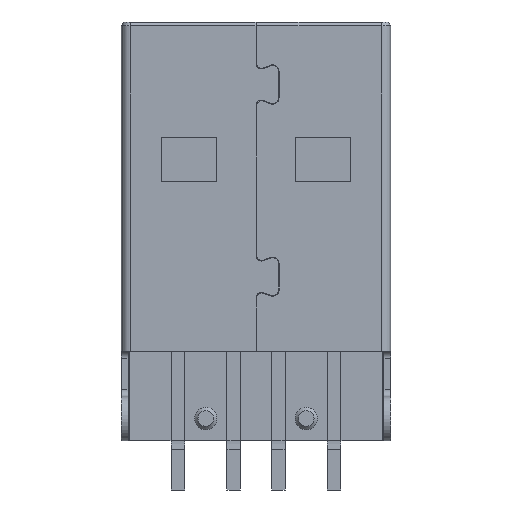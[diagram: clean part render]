
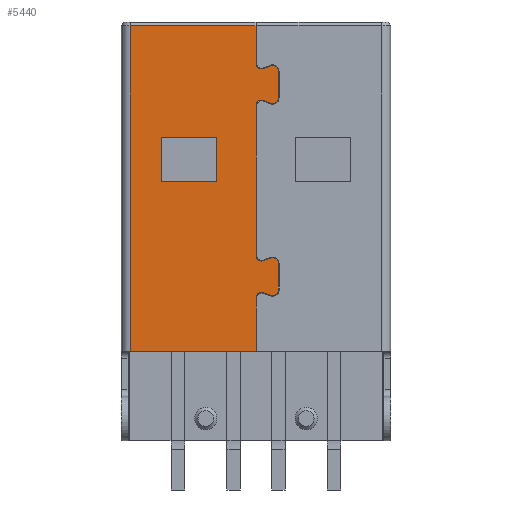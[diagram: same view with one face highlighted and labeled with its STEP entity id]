
A CAD part, front view. The second image highlights one B-rep face of the part: STEP entity #5440.
In plain terms, the highlighted planar face has unit normal (0, -1, 0).
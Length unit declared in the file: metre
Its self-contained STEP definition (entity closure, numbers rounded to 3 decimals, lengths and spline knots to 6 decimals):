
#99=CIRCLE('',#5752,0.00025);
#101=CIRCLE('',#5756,0.00025);
#103=CIRCLE('',#5760,0.00025);
#105=CIRCLE('',#5764,0.00025);
#107=CIRCLE('',#5768,0.00025);
#109=CIRCLE('',#5772,0.00025);
#111=CIRCLE('',#5776,0.00025);
#113=CIRCLE('',#5780,0.00025);
#1266=ORIENTED_EDGE('',*,*,#2279,.F.);
#1267=ORIENTED_EDGE('',*,*,#2276,.F.);
#1268=ORIENTED_EDGE('',*,*,#2273,.F.);
#1269=ORIENTED_EDGE('',*,*,#2281,.F.);
#1270=ORIENTED_EDGE('',*,*,#2400,.F.);
#1271=ORIENTED_EDGE('',*,*,#2296,.F.);
#1272=ORIENTED_EDGE('',*,*,#2401,.T.);
#1273=ORIENTED_EDGE('',*,*,#2301,.T.);
#1274=ORIENTED_EDGE('',*,*,#2304,.F.);
#1275=ORIENTED_EDGE('',*,*,#2307,.F.);
#1276=ORIENTED_EDGE('',*,*,#2310,.T.);
#1277=ORIENTED_EDGE('',*,*,#2313,.F.);
#1278=ORIENTED_EDGE('',*,*,#2316,.T.);
#1279=ORIENTED_EDGE('',*,*,#2319,.F.);
#1280=ORIENTED_EDGE('',*,*,#2322,.F.);
#1281=ORIENTED_EDGE('',*,*,#2325,.F.);
#1282=ORIENTED_EDGE('',*,*,#2328,.F.);
#1283=ORIENTED_EDGE('',*,*,#2331,.F.);
#1284=ORIENTED_EDGE('',*,*,#2334,.T.);
#1285=ORIENTED_EDGE('',*,*,#2337,.F.);
#1286=ORIENTED_EDGE('',*,*,#2340,.T.);
#1287=ORIENTED_EDGE('',*,*,#2343,.F.);
#1288=ORIENTED_EDGE('',*,*,#2346,.F.);
#1289=ORIENTED_EDGE('',*,*,#2348,.F.);
#2273=EDGE_CURVE('',#2901,#2898,#3509,.T.);
#2276=EDGE_CURVE('',#2898,#2902,#3512,.T.);
#2279=EDGE_CURVE('',#2902,#2904,#3515,.T.);
#2281=EDGE_CURVE('',#2904,#2901,#3517,.T.);
#2296=EDGE_CURVE('',#2916,#2917,#3531,.T.);
#2301=EDGE_CURVE('',#2918,#2921,#3535,.T.);
#2304=EDGE_CURVE('',#2923,#2921,#99,.T.);
#2307=EDGE_CURVE('',#2925,#2923,#3539,.T.);
#2310=EDGE_CURVE('',#2925,#2927,#101,.T.);
#2313=EDGE_CURVE('',#2929,#2927,#3543,.T.);
#2316=EDGE_CURVE('',#2929,#2931,#103,.T.);
#2319=EDGE_CURVE('',#2933,#2931,#3547,.T.);
#2322=EDGE_CURVE('',#2935,#2933,#105,.T.);
#2325=EDGE_CURVE('',#2937,#2935,#3551,.T.);
#2328=EDGE_CURVE('',#2939,#2937,#107,.T.);
#2331=EDGE_CURVE('',#2941,#2939,#3555,.T.);
#2334=EDGE_CURVE('',#2941,#2943,#109,.T.);
#2337=EDGE_CURVE('',#2945,#2943,#3559,.T.);
#2340=EDGE_CURVE('',#2945,#2947,#111,.T.);
#2343=EDGE_CURVE('',#2949,#2947,#3563,.T.);
#2346=EDGE_CURVE('',#2951,#2949,#113,.T.);
#2348=EDGE_CURVE('',#2953,#2951,#3566,.T.);
#2400=EDGE_CURVE('',#2917,#2953,#3602,.T.);
#2401=EDGE_CURVE('',#2916,#2918,#3603,.T.);
#2898=VERTEX_POINT('',#8564);
#2901=VERTEX_POINT('',#8569);
#2902=VERTEX_POINT('',#8573);
#2904=VERTEX_POINT('',#8579);
#2916=VERTEX_POINT('',#8615);
#2917=VERTEX_POINT('',#8617);
#2918=VERTEX_POINT('',#8621);
#2921=VERTEX_POINT('',#8626);
#2923=VERTEX_POINT('',#8632);
#2925=VERTEX_POINT('',#8638);
#2927=VERTEX_POINT('',#8644);
#2929=VERTEX_POINT('',#8650);
#2931=VERTEX_POINT('',#8656);
#2933=VERTEX_POINT('',#8662);
#2935=VERTEX_POINT('',#8668);
#2937=VERTEX_POINT('',#8674);
#2939=VERTEX_POINT('',#8680);
#2941=VERTEX_POINT('',#8686);
#2943=VERTEX_POINT('',#8692);
#2945=VERTEX_POINT('',#8698);
#2947=VERTEX_POINT('',#8704);
#2949=VERTEX_POINT('',#8710);
#2951=VERTEX_POINT('',#8716);
#2953=VERTEX_POINT('',#8721);
#3509=LINE('',#8570,#4164);
#3512=LINE('',#8576,#4167);
#3515=LINE('',#8582,#4170);
#3517=LINE('',#8585,#4172);
#3531=LINE('',#8616,#4186);
#3535=LINE('',#8627,#4190);
#3539=LINE('',#8639,#4194);
#3543=LINE('',#8651,#4198);
#3547=LINE('',#8663,#4202);
#3551=LINE('',#8675,#4206);
#3555=LINE('',#8687,#4210);
#3559=LINE('',#8699,#4214);
#3563=LINE('',#8711,#4218);
#3566=LINE('',#8722,#4221);
#3602=LINE('',#8826,#4257);
#3603=LINE('',#8827,#4258);
#4164=VECTOR('',#6782,1.);
#4167=VECTOR('',#6787,1.);
#4170=VECTOR('',#6792,1.);
#4172=VECTOR('',#6796,1.);
#4186=VECTOR('',#6822,1.);
#4190=VECTOR('',#6830,1.);
#4194=VECTOR('',#6842,1.);
#4198=VECTOR('',#6854,1.);
#4202=VECTOR('',#6866,1.);
#4206=VECTOR('',#6878,1.);
#4210=VECTOR('',#6890,1.);
#4214=VECTOR('',#6902,1.);
#4218=VECTOR('',#6914,1.);
#4221=VECTOR('',#6925,1.);
#4257=VECTOR('',#7027,1.);
#4258=VECTOR('',#7028,1.);
#4624=EDGE_LOOP('',(#1266,#1267,#1268,#1269));
#4625=EDGE_LOOP('',(#1270,#1271,#1272,#1273,#1274,#1275,#1276,#1277,#1278,
#1279,#1280,#1281,#1282,#1283,#1284,#1285,#1286,#1287,#1288,#1289));
#4933=FACE_BOUND('',#4624,.T.);
#4934=FACE_BOUND('',#4625,.T.);
#5177=PLANE('',#5814);
#5440=ADVANCED_FACE('',(#4933,#4934),#5177,.T.);
#5752=AXIS2_PLACEMENT_3D('',#8633,#6836,#6837);
#5756=AXIS2_PLACEMENT_3D('',#8645,#6848,#6849);
#5760=AXIS2_PLACEMENT_3D('',#8657,#6860,#6861);
#5764=AXIS2_PLACEMENT_3D('',#8669,#6872,#6873);
#5768=AXIS2_PLACEMENT_3D('',#8681,#6884,#6885);
#5772=AXIS2_PLACEMENT_3D('',#8693,#6896,#6897);
#5776=AXIS2_PLACEMENT_3D('',#8705,#6908,#6909);
#5780=AXIS2_PLACEMENT_3D('',#8717,#6920,#6921);
#5814=AXIS2_PLACEMENT_3D('',#8825,#7025,#7026);
#6782=DIRECTION('',(1.,0.,0.));
#6787=DIRECTION('',(0.,0.,1.));
#6792=DIRECTION('',(-1.,0.,0.));
#6796=DIRECTION('',(0.,0.,-1.));
#6822=DIRECTION('',(0.,0.,1.));
#6830=DIRECTION('',(0.,0.,1.));
#6836=DIRECTION('',(0.,-1.,0.));
#6837=DIRECTION('',(0.342,0.,0.94));
#6842=DIRECTION('',(-0.94,0.,0.342));
#6848=DIRECTION('',(0.,-1.,0.));
#6849=DIRECTION('',(-0.342,0.,-0.94));
#6854=DIRECTION('',(0.,0.,-1.));
#6860=DIRECTION('',(0.,-1.,0.));
#6861=DIRECTION('',(1.,0.,0.));
#6866=DIRECTION('',(0.94,0.,0.342));
#6872=DIRECTION('',(0.,-1.,0.));
#6873=DIRECTION('',(-1.,0.,0.));
#6878=DIRECTION('',(0.,0.,-1.));
#6884=DIRECTION('',(0.,-1.,0.));
#6885=DIRECTION('',(0.342,0.,0.94));
#6890=DIRECTION('',(-0.94,0.,0.342));
#6896=DIRECTION('',(0.,-1.,0.));
#6897=DIRECTION('',(-0.342,0.,-0.94));
#6902=DIRECTION('',(0.,0.,-1.));
#6908=DIRECTION('',(0.,-1.,0.));
#6909=DIRECTION('',(1.,0.,0.));
#6914=DIRECTION('',(0.94,0.,0.342));
#6920=DIRECTION('',(0.,-1.,0.));
#6921=DIRECTION('',(-1.,0.,0.));
#6925=DIRECTION('',(0.,0.,-1.));
#7025=DIRECTION('',(0.,-1.,0.));
#7026=DIRECTION('',(1.,0.,0.));
#7027=DIRECTION('',(1.,0.,0.));
#7028=DIRECTION('',(1.,0.,0.));
#8564=CARTESIAN_POINT('',(-0.00175,-0.00225,0.002215));
#8569=CARTESIAN_POINT('',(-0.00425,-0.00225,0.002215));
#8570=CARTESIAN_POINT('',(0.00425,-0.00225,0.002215));
#8573=CARTESIAN_POINT('',(-0.00175,-0.00225,0.004215));
#8576=CARTESIAN_POINT('',(-0.00175,-0.00225,0.004215));
#8579=CARTESIAN_POINT('',(-0.00425,-0.00225,0.004215));
#8582=CARTESIAN_POINT('',(0.00175,-0.00225,0.004215));
#8585=CARTESIAN_POINT('',(-0.00425,-0.00225,0.002215));
#8615=CARTESIAN_POINT('',(-0.005625,-0.00225,-0.005375));
#8616=CARTESIAN_POINT('',(-0.005625,-0.00225,-0.005375));
#8617=CARTESIAN_POINT('',(-0.005625,-0.00225,0.009202));
#8621=CARTESIAN_POINT('',(0.,-0.00225,-0.005375));
#8626=CARTESIAN_POINT('',(0.,-0.00225,-0.002975));
#8627=CARTESIAN_POINT('',(0.,-0.00225,-0.009375));
#8632=CARTESIAN_POINT('',(0.000336,-0.00225,-0.00274));
#8633=CARTESIAN_POINT('',(0.00025,-0.00225,-0.002975));
#8638=CARTESIAN_POINT('',(0.000664,-0.00225,-0.00286));
#8639=CARTESIAN_POINT('',(0.000664,-0.00225,-0.00286));
#8644=CARTESIAN_POINT('',(0.001,-0.00225,-0.002625));
#8645=CARTESIAN_POINT('',(0.00075,-0.00225,-0.002625));
#8650=CARTESIAN_POINT('',(0.001,-0.00225,-0.001425));
#8651=CARTESIAN_POINT('',(0.001,-0.00225,0.007175));
#8656=CARTESIAN_POINT('',(0.000664,-0.00225,-0.00119));
#8657=CARTESIAN_POINT('',(0.00075,-0.00225,-0.001425));
#8662=CARTESIAN_POINT('',(0.000336,-0.00225,-0.00131));
#8663=CARTESIAN_POINT('',(0.000336,-0.00225,-0.00131));
#8668=CARTESIAN_POINT('',(0.,-0.00225,-0.001075));
#8669=CARTESIAN_POINT('',(0.00025,-0.00225,-0.001075));
#8674=CARTESIAN_POINT('',(0.,-0.00225,0.005625));
#8675=CARTESIAN_POINT('',(0.,-0.00225,0.009375));
#8680=CARTESIAN_POINT('',(0.000336,-0.00225,0.00586));
#8681=CARTESIAN_POINT('',(0.00025,-0.00225,0.005625));
#8686=CARTESIAN_POINT('',(0.000664,-0.00225,0.00574));
#8687=CARTESIAN_POINT('',(0.000664,-0.00225,0.00574));
#8692=CARTESIAN_POINT('',(0.001,-0.00225,0.005975));
#8693=CARTESIAN_POINT('',(0.00075,-0.00225,0.005975));
#8698=CARTESIAN_POINT('',(0.001,-0.00225,0.007175));
#8699=CARTESIAN_POINT('',(0.001,-0.00225,0.007175));
#8704=CARTESIAN_POINT('',(0.000664,-0.00225,0.00741));
#8705=CARTESIAN_POINT('',(0.00075,-0.00225,0.007175));
#8710=CARTESIAN_POINT('',(0.000336,-0.00225,0.00729));
#8711=CARTESIAN_POINT('',(0.000336,-0.00225,0.00729));
#8716=CARTESIAN_POINT('',(0.,-0.00225,0.007525));
#8717=CARTESIAN_POINT('',(0.00025,-0.00225,0.007525));
#8721=CARTESIAN_POINT('',(0.,-0.00225,0.009202));
#8722=CARTESIAN_POINT('',(0.,-0.00225,0.009202));
#8825=CARTESIAN_POINT('',(-0.005625,-0.00225,-0.009375));
#8826=CARTESIAN_POINT('',(0.,-0.00225,0.009202));
#8827=CARTESIAN_POINT('',(-0.005625,-0.00225,-0.005375));
